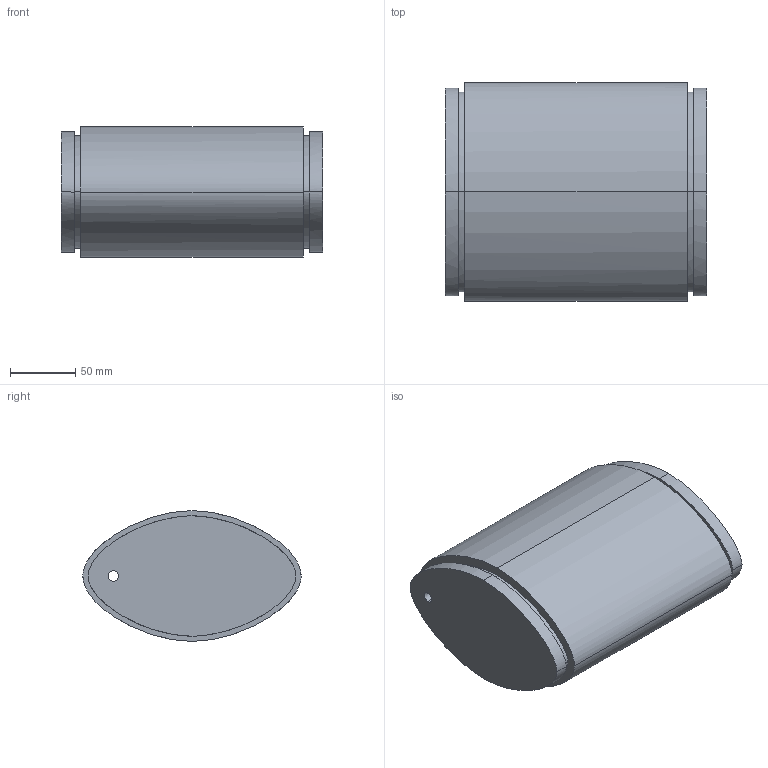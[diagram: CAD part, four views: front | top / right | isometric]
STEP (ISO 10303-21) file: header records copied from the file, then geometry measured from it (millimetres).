
FILE_DESCRIPTION (( 'STEP AP214' ), '1' );
FILE_NAME ('segment1.STEP', '2023-02-05T06:24:11', ( '' ), ( '' ), 'SwSTEP 2.0', 'SolidWorks 2022', '' );
FILE_SCHEMA (( 'AUTOMOTIVE_DESIGN' ));
Length unit declared in the file: inch
Products named in the file (2): segment1
Assembly tree (1 placements, depth 2):
  segment1
    segment1
Bounding box: 200 x 166.67 x 100 mm (x, y, z)
Volume: 1575266.9 mm3; surface area: 470168.9 mm2
Topology: 1 solids, 1 shells, 285 faces, 822 edges, 548 vertices
Faces by surface type: plane 107, bspline 104, cylinder 74
Entity records: 22358 total; most frequent: CARTESIAN_POINT 15423, ORIENTED_EDGE 1644, DIRECTION 1132, EDGE_CURVE 822, VERTEX_POINT 548, LINE 466, VECTOR 466, AXIS2_PLACEMENT_3D 333
